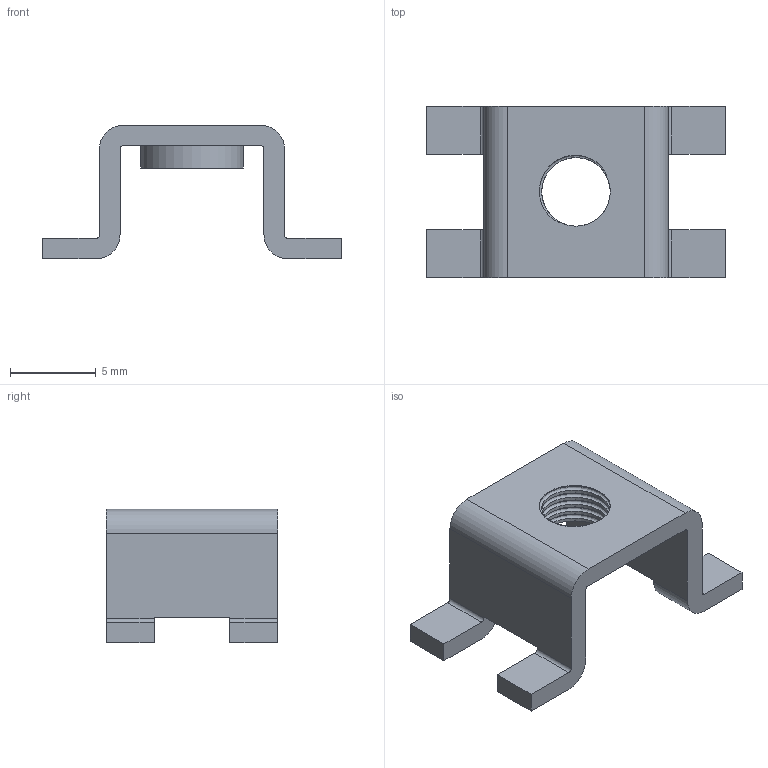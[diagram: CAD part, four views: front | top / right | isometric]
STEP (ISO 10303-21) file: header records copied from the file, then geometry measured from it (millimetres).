
FILE_DESCRIPTION (( 'STEP AP214' ), '1' );
FILE_NAME ('CONN-SMD_L10.8-W10.0-LS17.4.step', '2022-08-01T07:52:12', ( '' ), ( '' ), 'SwSTEP 2.0', 'SolidWorks 2020', '' );
FILE_SCHEMA (( 'AUTOMOTIVE_DESIGN' ));
Length unit declared in the file: millimetre
Products named in the file (1): CONN-SMD_L10.8-W10.0-LS17.4
Bounding box: 17.4 x 10 x 7.8 mm (x, y, z)
Volume: 306.7 mm3; surface area: 664.2 mm2
Topology: 14 solids, 14 shells, 345 faces, 928 edges, 620 vertices
Faces by surface type: plane 205, bspline 114, cylinder 26
Entity records: 17405 total; most frequent: CARTESIAN_POINT 5604, ORIENTED_EDGE 1854, DIRECTION 1168, EDGE_CURVE 927, LINE 640, VECTOR 640, VERTEX_POINT 618, EDGE_LOOP 367
